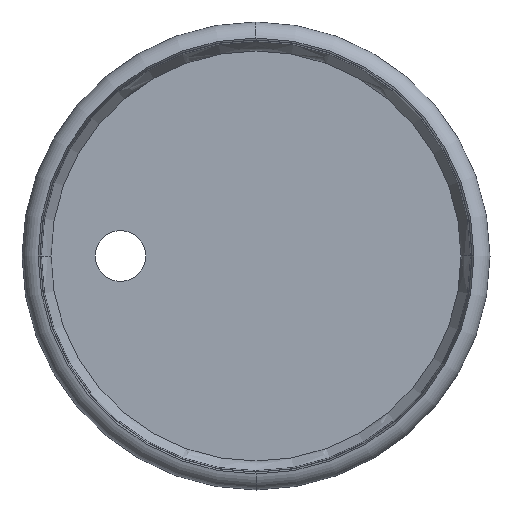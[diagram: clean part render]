
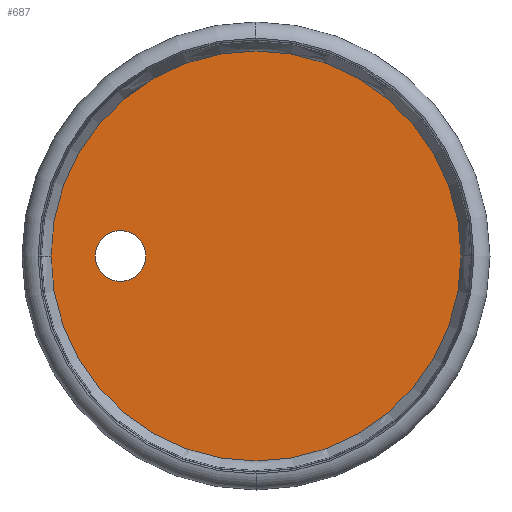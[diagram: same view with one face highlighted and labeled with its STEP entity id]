
A CAD part, left-side view. The second image highlights one B-rep face of the part: STEP entity #687.
In plain terms, the highlighted planar face has unit normal (-1, 0, 0).
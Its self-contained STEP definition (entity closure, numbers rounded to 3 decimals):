
#56 = PLANE ( 'NONE',  #1001 ) ;
#76 = ORIENTED_EDGE ( 'NONE', *, *, #758, .F. ) ;
#97 = DIRECTION ( 'NONE',  ( -1., 0., 0. ) ) ;
#101 = ORIENTED_EDGE ( 'NONE', *, *, #986, .F. ) ;
#186 = DIRECTION ( 'NONE',  ( 0., 0., 1. ) ) ;
#191 = CARTESIAN_POINT ( 'NONE',  ( -2., 42.5, 0. ) ) ;
#209 = ORIENTED_EDGE ( 'NONE', *, *, #583, .F. ) ;
#231 = AXIS2_PLACEMENT_3D ( 'NONE', #896, #279, #806 ) ;
#257 = CARTESIAN_POINT ( 'NONE',  ( -2., 28.1, -5.25 ) ) ;
#265 = DIRECTION ( 'NONE',  ( 1., 0., 0. ) ) ;
#279 = DIRECTION ( 'NONE',  ( -1., 0., 0. ) ) ;
#338 = VERTEX_POINT ( 'NONE', #257 ) ;
#360 = CARTESIAN_POINT ( 'NONE',  ( -2., 0., 0. ) ) ;
#368 = VERTEX_POINT ( 'NONE', #699 ) ;
#395 = FACE_BOUND ( 'NONE', #910, .T. ) ;
#406 = AXIS2_PLACEMENT_3D ( 'NONE', #711, #434, #974 ) ;
#426 = CIRCLE ( 'NONE', #231, 5.25 ) ;
#434 = DIRECTION ( 'NONE',  ( -1., 0., 0. ) ) ;
#448 = DIRECTION ( 'NONE',  ( 0., 0., -1. ) ) ;
#485 = AXIS2_PLACEMENT_3D ( 'NONE', #948, #1130, #1138 ) ;
#577 = CIRCLE ( 'NONE', #1058, 42.5 ) ;
#583 = EDGE_CURVE ( 'NONE', #1156, #368, #633, .T. ) ;
#633 = CIRCLE ( 'NONE', #485, 42.5 ) ;
#674 = CIRCLE ( 'NONE', #406, 5.25 ) ;
#687 = ADVANCED_FACE ( 'NONE', ( #395, #755 ), #56, .T. ) ;
#699 = CARTESIAN_POINT ( 'NONE',  ( -2., 0., 42.5 ) ) ;
#702 = EDGE_CURVE ( 'NONE', #338, #794, #426, .T. ) ;
#711 = CARTESIAN_POINT ( 'NONE',  ( -2., 28.1, 0. ) ) ;
#735 = CARTESIAN_POINT ( 'NONE',  ( -2., 0., -42.5 ) ) ;
#755 = FACE_OUTER_BOUND ( 'NONE', #1064, .T. ) ;
#758 = EDGE_CURVE ( 'NONE', #368, #1156, #577, .T. ) ;
#794 = VERTEX_POINT ( 'NONE', #997 ) ;
#806 = DIRECTION ( 'NONE',  ( 0., 0., 1. ) ) ;
#896 = CARTESIAN_POINT ( 'NONE',  ( -2., 28.1, 0. ) ) ;
#910 = EDGE_LOOP ( 'NONE', ( #1031, #101 ) ) ;
#948 = CARTESIAN_POINT ( 'NONE',  ( -2., 0., 0. ) ) ;
#974 = DIRECTION ( 'NONE',  ( 0., 0., 1. ) ) ;
#986 = EDGE_CURVE ( 'NONE', #794, #338, #674, .T. ) ;
#997 = CARTESIAN_POINT ( 'NONE',  ( -2., 28.1, 5.25 ) ) ;
#1001 = AXIS2_PLACEMENT_3D ( 'NONE', #191, #97, #186 ) ;
#1031 = ORIENTED_EDGE ( 'NONE', *, *, #702, .F. ) ;
#1058 = AXIS2_PLACEMENT_3D ( 'NONE', #360, #265, #448 ) ;
#1064 = EDGE_LOOP ( 'NONE', ( #209, #76 ) ) ;
#1130 = DIRECTION ( 'NONE',  ( 1., 0., 0. ) ) ;
#1138 = DIRECTION ( 'NONE',  ( 0., 0., -1. ) ) ;
#1156 = VERTEX_POINT ( 'NONE', #735 ) ;
